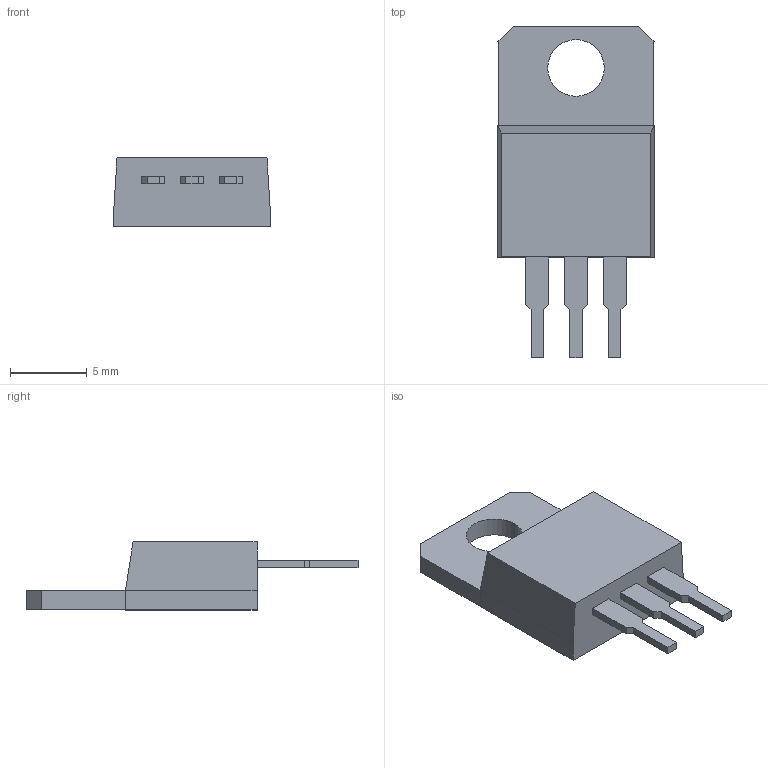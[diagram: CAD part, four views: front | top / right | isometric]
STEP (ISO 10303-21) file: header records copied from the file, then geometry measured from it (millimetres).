
FILE_DESCRIPTION (( 'STEP AP214' ), '1' );
FILE_NAME ('TO220_vertical.STEP', '2019-08-23T13:44:10', ( '' ), ( '' ), 'SwSTEP 2.0', 'SolidWorks 2018', '' );
FILE_SCHEMA (( 'AUTOMOTIVE_DESIGN' ));
Length unit declared in the file: millimetre
Products named in the file (1): TO220_vertical
Bounding box: 10.2 x 21.7 x 4.46 mm (x, y, z)
Volume: 457.9 mm3; surface area: 535.9 mm2
Topology: 1 solids, 1 shells, 54 faces, 139 edges, 90 vertices
Faces by surface type: plane 52, cylinder 2
Entity records: 2136 total; most frequent: CARTESIAN_POINT 284, ORIENTED_EDGE 278, DIRECTION 253, EDGE_CURVE 139, VECTOR 135, LINE 135, VERTEX_POINT 90, EDGE_LOOP 59
